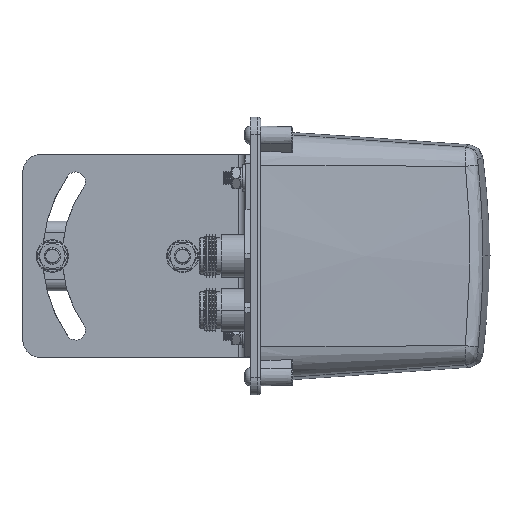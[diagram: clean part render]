
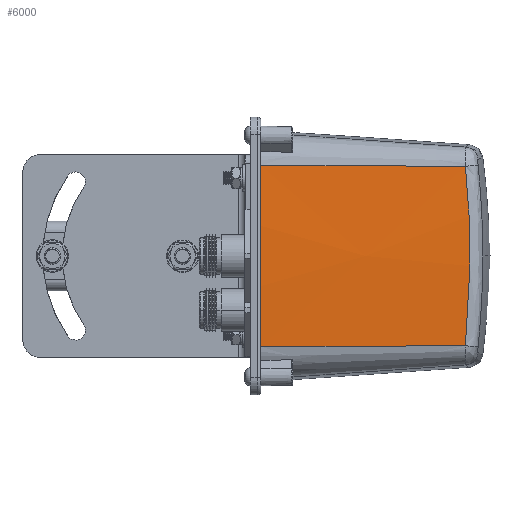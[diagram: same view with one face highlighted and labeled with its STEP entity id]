
A CAD part, left-side view. The second image highlights one B-rep face of the part: STEP entity #6000.
In plain terms, the highlighted conical face has half-angle 4 degrees and reference radius 547.868 mm.
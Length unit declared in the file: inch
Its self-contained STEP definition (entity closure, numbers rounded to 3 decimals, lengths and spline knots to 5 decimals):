
#5552 = VERTEX_POINT ( 'NONE', #24573 ) ;
#5595 = EDGE_CURVE ( 'NONE', #5552, #5609, #24651, .T. ) ;
#5609 = VERTEX_POINT ( 'NONE', #24695 ) ;
#5636 = EDGE_CURVE ( 'NONE', #5713, #5609, #24755, .T. ) ;
#5713 = VERTEX_POINT ( 'NONE', #24677 ) ;
#5728 = VERTEX_POINT ( 'NONE', #24968 ) ;
#5739 = EDGE_CURVE ( 'NONE', #5728, #5552, #25026, .T. ) ;
#5950 = EDGE_LOOP ( 'NONE', ( #6001, #5999, #6004, #6003 ) ) ;
#5999 = ORIENTED_EDGE ( 'NONE', *, *, #6018, .T. ) ;
#6000 = ADVANCED_FACE ( 'NONE', ( #25446 ), #25465, .T. ) ;
#6001 = ORIENTED_EDGE ( 'NONE', *, *, #5636, .F. ) ;
#6003 = ORIENTED_EDGE ( 'NONE', *, *, #5595, .T. ) ;
#6004 = ORIENTED_EDGE ( 'NONE', *, *, #5739, .T. ) ;
#6018 = EDGE_CURVE ( 'NONE', #5713, #5728, #25551, .T. ) ;
#24573 = CARTESIAN_POINT ( 'NONE',  ( -1.77351, -0.15, 1.30467 ) ) ;
#24650 = AXIS2_PLACEMENT_3D ( 'NONE', #24674, #24706, #24705 ) ;
#24651 = CIRCLE ( 'NONE', #24650, 21.56961 ) ;
#24674 = CARTESIAN_POINT ( 'NONE',  ( 19.75661, -0.15, 0. ) ) ;
#24677 = CARTESIAN_POINT ( 'NONE',  ( -1.56788, -3.096, -1.2922 ) ) ;
#24695 = CARTESIAN_POINT ( 'NONE',  ( -1.77351, -0.15, -1.30467 ) ) ;
#24705 = DIRECTION ( 'NONE',  ( 0., 0., -1. ) ) ;
#24706 = DIRECTION ( 'NONE',  ( 0., -1., 0. ) ) ;
#24748 = DIRECTION ( 'NONE',  ( -0.07, 0.998, -0.004 ) ) ;
#24749 = VECTOR ( 'NONE', #24748, 39.37008 ) ;
#24754 = CARTESIAN_POINT ( 'NONE',  ( -1.77351, -0.15, -1.30467 ) ) ;
#24755 = LINE ( 'NONE', #24754, #24749 ) ;
#24968 = CARTESIAN_POINT ( 'NONE',  ( -1.56788, -3.096, 1.2922 ) ) ;
#25017 = DIRECTION ( 'NONE',  ( -0.07, 0.998, 0.004 ) ) ;
#25018 = VECTOR ( 'NONE', #25017, 39.37008 ) ;
#25019 = CARTESIAN_POINT ( 'NONE',  ( -1.77351, -0.15, 1.30467 ) ) ;
#25026 = LINE ( 'NONE', #25019, #25018 ) ;
#25446 = FACE_OUTER_BOUND ( 'NONE', #5950, .T. ) ;
#25465 = CONICAL_SURFACE ( 'NONE', #25483, 21.56961, 0.07 ) ;
#25471 = DIRECTION ( 'NONE',  ( 0., 0., -1. ) ) ;
#25472 = DIRECTION ( 'NONE',  ( 0., 1., 0. ) ) ;
#25473 = CARTESIAN_POINT ( 'NONE',  ( 19.75661, -0.15, 0. ) ) ;
#25483 = AXIS2_PLACEMENT_3D ( 'NONE', #25473, #25472, #25471 ) ;
#25540 = CARTESIAN_POINT ( 'NONE',  ( -1.56788, -3.096, 1.2922 ) ) ;
#25541 = CARTESIAN_POINT ( 'NONE',  ( -1.57939, -3.11761, 1.07735 ) ) ;
#25542 = CARTESIAN_POINT ( 'NONE',  ( -1.58802, -3.13417, 0.862 ) ) ;
#25543 = CARTESIAN_POINT ( 'NONE',  ( -1.59952, -3.15648, 0.43026 ) ) ;
#25544 = CARTESIAN_POINT ( 'NONE',  ( -1.60238, -3.16215, 0.21445 ) ) ;
#25545 = CARTESIAN_POINT ( 'NONE',  ( -1.60235, -3.16209, -0.43222 ) ) ;
#25546 = CARTESIAN_POINT ( 'NONE',  ( -1.59089, -3.13921, -0.86256 ) ) ;
#25547 = CARTESIAN_POINT ( 'NONE',  ( -1.56788, -3.096, -1.2922 ) ) ;
#25551 = B_SPLINE_CURVE_WITH_KNOTS ( 'NONE', 3,
 ( #25547, #25546, #25545, #25544, #25543, #25542, #25541, #25540 ),
 .UNSPECIFIED., .F., .F.,
 ( 4, 2, 2, 4 ),
 ( 0., 0.03284, 0.04925, 0.06567 ),
 .UNSPECIFIED. ) ;
